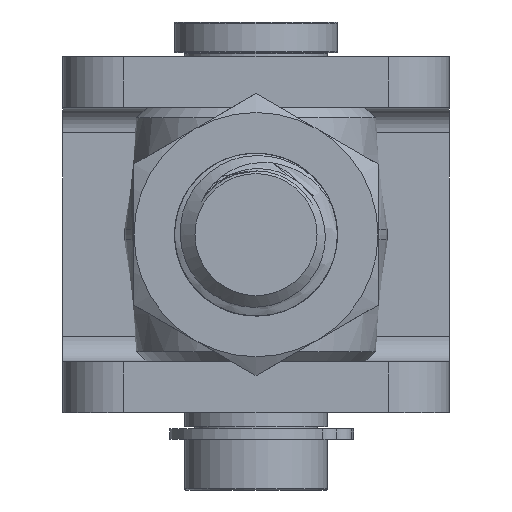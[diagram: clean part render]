
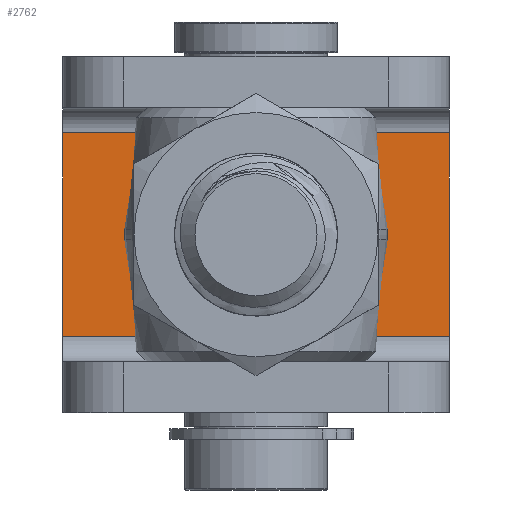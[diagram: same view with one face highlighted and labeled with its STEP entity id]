
A CAD part, left-side view. The second image highlights one B-rep face of the part: STEP entity #2762.
In plain terms, the highlighted face is planar.
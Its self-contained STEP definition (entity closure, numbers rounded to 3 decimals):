
#277=FACE_BOUND('',#630,.T.);
#306=PLANE('',#3089);
#453=FACE_OUTER_BOUND('',#629,.T.);
#629=EDGE_LOOP('',(#2395,#2396,#2397,#2398));
#630=EDGE_LOOP('',(#2399));
#792=LINE('',#14150,#938);
#793=LINE('',#14153,#939);
#796=LINE('',#14159,#942);
#797=LINE('',#14160,#943);
#938=VECTOR('',#3670,10.);
#939=VECTOR('',#3673,4.7);
#942=VECTOR('',#3678,4.7);
#943=VECTOR('',#3679,10.);
#1009=CIRCLE('',#3053,5.25);
#1240=VERTEX_POINT('',#14050);
#1271=VERTEX_POINT('',#14141);
#1272=VERTEX_POINT('',#14145);
#1273=VERTEX_POINT('',#14152);
#1275=VERTEX_POINT('',#14158);
#1603=EDGE_CURVE('',#1240,#1240,#1009,.T.);
#1651=EDGE_CURVE('',#1271,#1272,#792,.T.);
#1652=EDGE_CURVE('',#1271,#1273,#793,.T.);
#1655=EDGE_CURVE('',#1272,#1275,#796,.T.);
#1656=EDGE_CURVE('',#1275,#1273,#797,.T.);
#2395=ORIENTED_EDGE('',*,*,#1651,.T.);
#2396=ORIENTED_EDGE('',*,*,#1655,.T.);
#2397=ORIENTED_EDGE('',*,*,#1656,.T.);
#2398=ORIENTED_EDGE('',*,*,#1652,.F.);
#2399=ORIENTED_EDGE('',*,*,#1603,.T.);
#2762=ADVANCED_FACE('',(#453,#277),#306,.T.);
#3053=AXIS2_PLACEMENT_3D('',#14052,#3569,#3570);
#3089=AXIS2_PLACEMENT_3D('',#14157,#3676,#3677);
#3569=DIRECTION('center_axis',(0.,1.,0.));
#3570=DIRECTION('ref_axis',(-1.,0.,0.));
#3670=DIRECTION('',(-1.,0.,0.));
#3673=DIRECTION('',(0.,0.,-1.));
#3676=DIRECTION('center_axis',(0.,-1.,0.));
#3677=DIRECTION('ref_axis',(1.,0.,0.));
#3678=DIRECTION('',(0.,0.,-1.));
#3679=DIRECTION('',(1.,0.,0.));
#14050=CARTESIAN_POINT('',(24.25,38.,17.5));
#14052=CARTESIAN_POINT('Origin',(19.,38.,17.5));
#14141=CARTESIAN_POINT('',(38.,38.,27.5));
#14145=CARTESIAN_POINT('',(0.,38.,27.5));
#14150=CARTESIAN_POINT('',(9.5,38.,27.5));
#14152=CARTESIAN_POINT('',(38.,38.,7.5));
#14153=CARTESIAN_POINT('',(38.,38.,-7.265));
#14157=CARTESIAN_POINT('Origin',(19.,38.,17.559));
#14158=CARTESIAN_POINT('',(0.,38.,7.5));
#14159=CARTESIAN_POINT('',(0.,38.,-7.265));
#14160=CARTESIAN_POINT('',(19.,38.,7.5));
